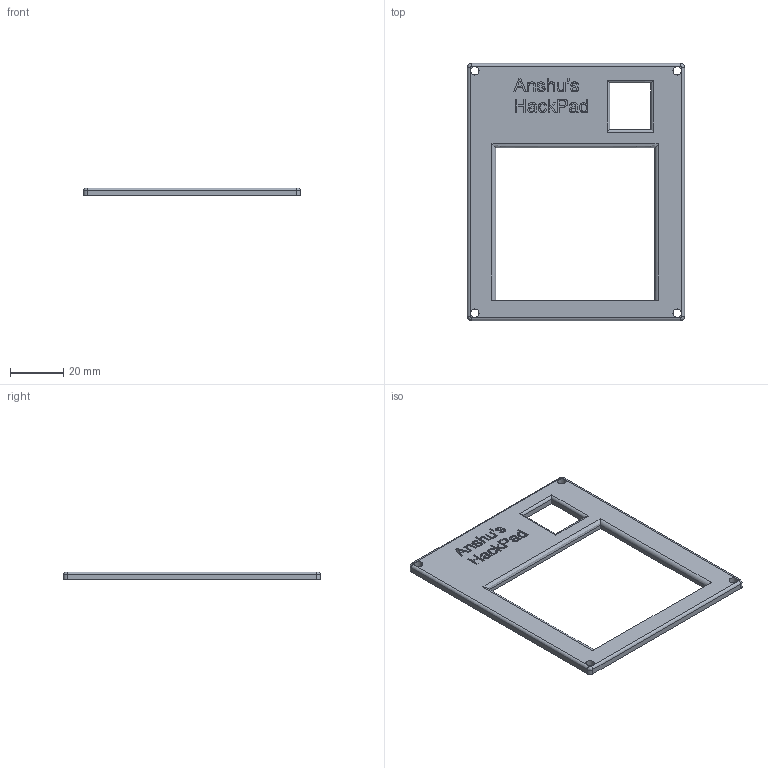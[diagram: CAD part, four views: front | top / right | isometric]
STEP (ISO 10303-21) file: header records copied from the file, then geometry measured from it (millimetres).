
FILE_DESCRIPTION(/* description */ ('','CAx-IF Rec.Pracs.---Representation and Presentation of Product Manufacturing Information (PMI)---4.0---2014-10-13'),/* implementation_level */ '2;1');
FILE_NAME(/* name */ 'Front plate v8.step',/* time_stamp */ '2025-02-09T00:50:10+05:30',/* author */ (''),/* organization */ (''),/* preprocessor_version */ 'ST-DEVELOPER v20',/* originating_system */ 'Autodesk Translation Framework v13.20.0.188',/* authorisation */ '');
FILE_SCHEMA (('AP242_MANAGED_MODEL_BASED_3D_ENGINEERING_MIM_LF { 1 0 10303 442 1 1 4 }'));
Length unit declared in the file: millimetre
Products named in the file (1): Front plate
Bounding box: 81.5 x 96.5 x 3 mm (x, y, z)
Volume: 12195.7 mm3; surface area: 10380.7 mm2
Topology: 1 solids, 1 shells, 353 faces, 984 edges, 652 vertices
Faces by surface type: bspline 210, plane 125, cylinder 18
Full cylindrical faces by diameter (mm): 3.2 x4
Entity records: 13263 total; most frequent: CARTESIAN_POINT 5566, ORIENTED_EDGE 1968, EDGE_CURVE 984, DIRECTION 890, VERTEX_POINT 652, LINE 534, VECTOR 534, B_SPLINE_CURVE_WITH_KNOTS 416
